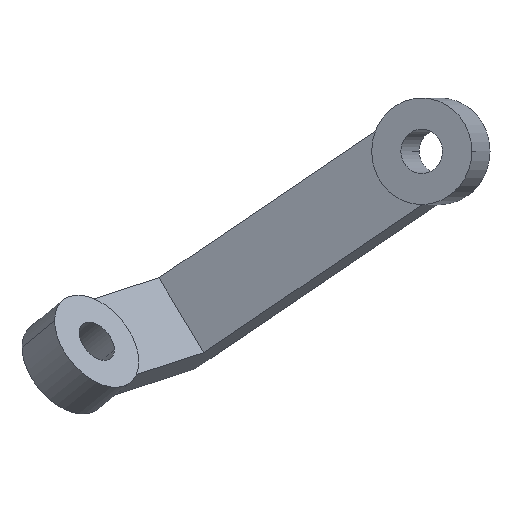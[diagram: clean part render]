
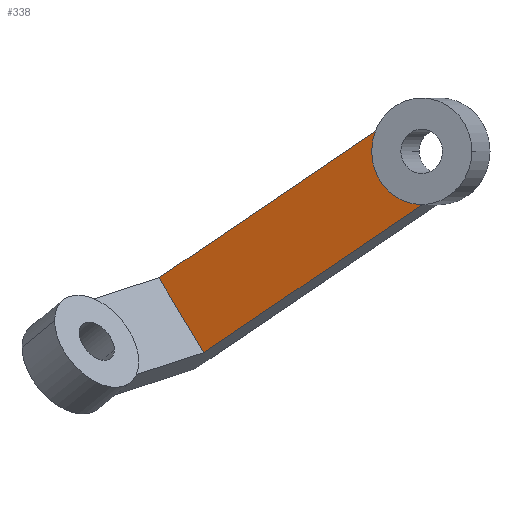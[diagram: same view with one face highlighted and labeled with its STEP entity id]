
A CAD part, front view. The second image highlights one B-rep face of the part: STEP entity #338.
In plain terms, the highlighted planar face has unit normal (-0.342, -0.94, 0).
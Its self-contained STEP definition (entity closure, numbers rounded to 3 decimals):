
#21=CARTESIAN_POINT('',(5.283,14.515,66.45));
#22=DIRECTION('',(0.342,0.94,0.));
#23=DIRECTION('',(-0.94,0.342,0.));
#24=AXIS2_PLACEMENT_3D('',#21,#22,#23);
#43=DIRECTION('',(-0.793,0.288,-0.537));
#44=VECTOR('',#43,15.531);
#45=CARTESIAN_POINT('',(5.231,14.534,63.451));
#46=LINE('',#45,#44);
#51=CARTESIAN_POINT('',(5.283,14.515,66.45));
#52=DIRECTION('',(0.342,0.94,0.));
#53=DIRECTION('',(-0.017,0.006,-1.));
#54=AXIS2_PLACEMENT_3D('',#51,#52,#53);
#77=DIRECTION('',(-0.793,0.288,-0.537));
#78=VECTOR('',#77,15.531);
#79=CARTESIAN_POINT('',(2.707,15.453,67.668));
#80=LINE('',#79,#78);
#85=DIRECTION('',(-0.505,0.184,0.843));
#86=VECTOR('',#85,5.);
#87=CARTESIAN_POINT('',(-7.078,19.014,55.106));
#88=LINE('',#87,#86);
#249=CARTESIAN_POINT('',(-7.078,19.014,55.106));
#250=CARTESIAN_POINT('',(-9.602,19.933,59.323));
#251=VERTEX_POINT('',#249);
#252=VERTEX_POINT('',#250);
#257=CARTESIAN_POINT('',(2.464,15.541,66.45));
#258=CARTESIAN_POINT('',(2.707,15.453,67.668));
#259=VERTEX_POINT('',#257);
#260=VERTEX_POINT('',#258);
#265=CARTESIAN_POINT('',(5.231,14.534,63.451));
#267=VERTEX_POINT('',#265);
#322=CARTESIAN_POINT('',(5.555,14.417,63.67));
#323=DIRECTION('',(-0.342,-0.94,0.));
#324=DIRECTION('',(-0.505,0.184,0.843));
#325=AXIS2_PLACEMENT_3D('',#322,#323,#324);
#326=PLANE('',#325);
#327=ORIENTED_EDGE('',*,*,#304,.F.);
#329=ORIENTED_EDGE('',*,*,#328,.F.);
#331=ORIENTED_EDGE('',*,*,#330,.T.);
#333=ORIENTED_EDGE('',*,*,#332,.T.);
#335=ORIENTED_EDGE('',*,*,#334,.F.);
#336=EDGE_LOOP('',(#327,#329,#331,#333,#335));
#337=FACE_OUTER_BOUND('',#336,.F.);
#338=ADVANCED_FACE('',(#337),#326,.T.);
#25=CIRCLE('',#24,3.);
#55=CIRCLE('',#54,3.);
#304=EDGE_CURVE('',#259,#260,#25,.T.);
#328=EDGE_CURVE('',#267,#259,#55,.T.);
#330=EDGE_CURVE('',#267,#251,#46,.T.);
#332=EDGE_CURVE('',#251,#252,#88,.T.);
#334=EDGE_CURVE('',#260,#252,#80,.T.);
